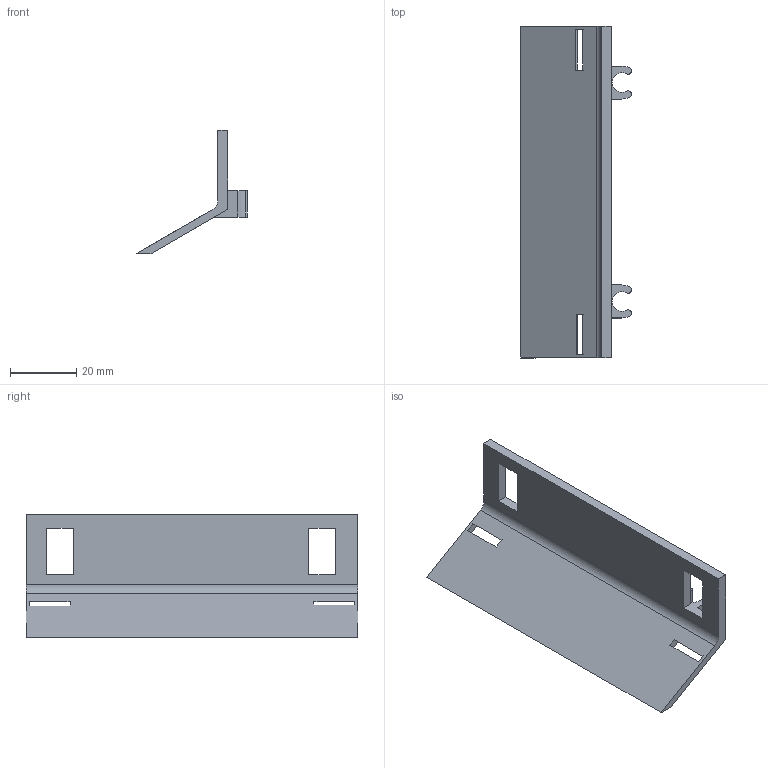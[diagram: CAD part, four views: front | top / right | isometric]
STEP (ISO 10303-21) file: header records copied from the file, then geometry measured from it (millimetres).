
FILE_DESCRIPTION(/* description */ (''),/* implementation_level */ '2;1');
FILE_NAME(/* name */ 'Ramp_v1.step',/* time_stamp */ '2025-08-08T12:19:13+02:00',/* author */ (''),/* organization */ (''),/* preprocessor_version */ 'ST-DEVELOPER v20.1',/* originating_system */ 'Autodesk Translation Framework v14.10.0.0',/* authorisation */ '');
FILE_SCHEMA (('AUTOMOTIVE_DESIGN { 1 0 10303 214 3 1 1 }'));
Length unit declared in the file: millimetre
Products named in the file (1): FusionComponent
Bounding box: 33.45 x 100 x 37.12 mm (x, y, z)
Volume: 12685.7 mm3; surface area: 11420.6 mm2
Topology: 1 solids, 1 shells, 45 faces, 135 edges, 90 vertices
Faces by surface type: plane 34, cylinder 11
Entity records: 1560 total; most frequent: CARTESIAN_POINT 271, ORIENTED_EDGE 270, DIRECTION 249, EDGE_CURVE 135, LINE 113, VECTOR 113, VERTEX_POINT 90, AXIS2_PLACEMENT_3D 68
